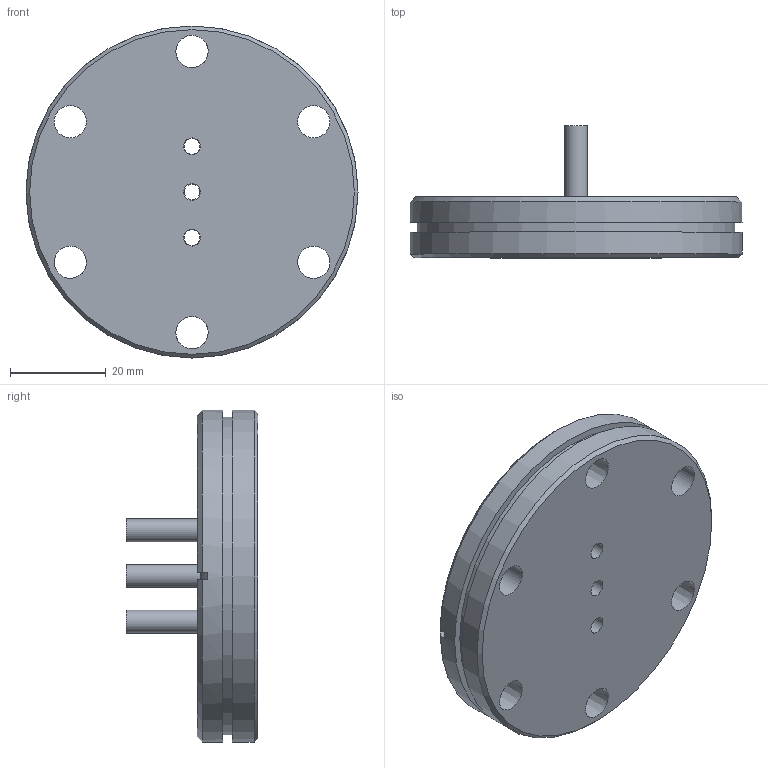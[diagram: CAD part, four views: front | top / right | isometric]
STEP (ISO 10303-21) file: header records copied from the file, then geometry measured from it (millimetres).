
FILE_DESCRIPTION(/* description */ (''),/* implementation_level */ '2;1');
FILE_NAME(/* name */ '123271 - CF40 Feedthrough, 3 Tubes (Outline Model rev. A).stp',/* time_stamp */ '2024-04-29T13:25:21-04:00',/* author */ (''),/* organization */ (''),/* preprocessor_version */ 'ST-DEVELOPER v16.7',/* originating_system */ 'SIEMENS PLM Software NX 12.0',/* authorisation */ '');
FILE_SCHEMA (('AUTOMOTIVE_DESIGN { 1 0 10303 214 3 1 1 1 }'));
Length unit declared in the file: millimetre
Products named in the file (1): 123271-O_A_1-CF40 Outline Model
Bounding box: 69.34 x 27.51 x 69.34 mm (x, y, z)
Volume: 42202.3 mm3; surface area: 14248.5 mm2
Topology: 1 solids, 1 shells, 57 faces, 124 edges, 80 vertices
Faces by surface type: cylinder 21, plane 19, cone 13, extrusion 4
Full cylindrical faces by diameter (mm): 3.34 x3, 3.556 x3, 4.763 x3, 4.826 x3, 6.731 x2, 41.91 x1, 48.311 x1, 66.294 x1, 69.342 x2
Entity records: 1530 total; most frequent: CARTESIAN_POINT 372, DIRECTION 236, ORIENTED_EDGE 168, EDGE_LOOP 120, FACE_BOUND 112, AXIS2_PLACEMENT_3D 110, EDGE_CURVE 84, VERTEX_POINT 74
